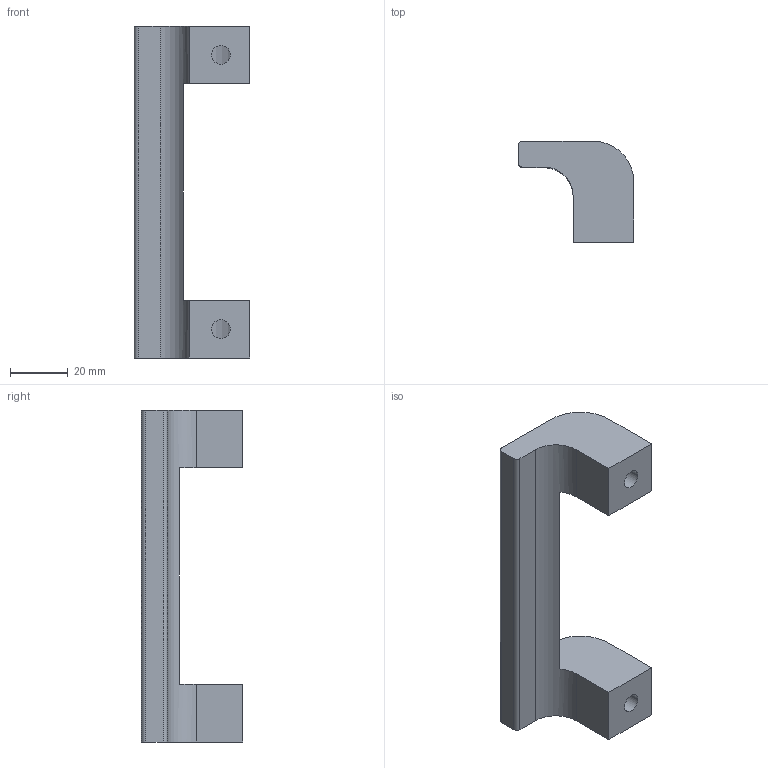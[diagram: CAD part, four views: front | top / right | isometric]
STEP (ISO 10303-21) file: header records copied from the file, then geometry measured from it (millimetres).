
FILE_DESCRIPTION (( 'STEP AP203' ), '1' );
FILE_NAME ('084.506.001.STEP', '2013-01-28T10:27:48', ( 'Alusic' ), ( 'Alusic' ), 'SwSTEP 2.0', 'SolidWorks 2011', '' );
FILE_SCHEMA (( 'CONFIG_CONTROL_DESIGN' ));
Length unit declared in the file: millimetre
Products named in the file (1): 084.506.001
Bounding box: 40 x 35 x 115 mm (x, y, z)
Volume: 33361.4 mm3; surface area: 17960.7 mm2
Topology: 3 solids, 3 shells, 67 faces, 177 edges, 118 vertices
Faces by surface type: plane 52, cylinder 15
Entity records: 2144 total; most frequent: CARTESIAN_POINT 363, ORIENTED_EDGE 354, DIRECTION 345, EDGE_CURVE 177, LINE 145, VECTOR 145, VERTEX_POINT 118, AXIS2_PLACEMENT_3D 100
